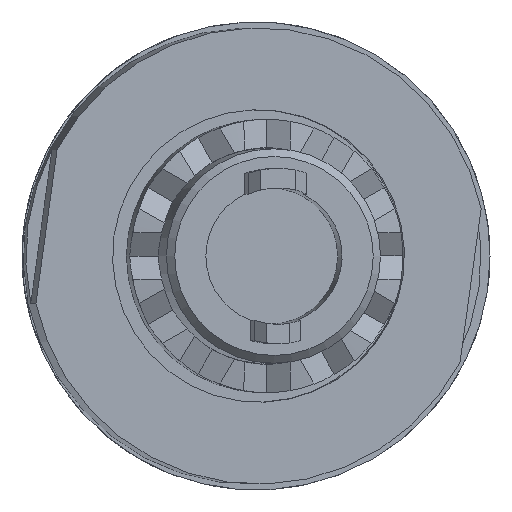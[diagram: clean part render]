
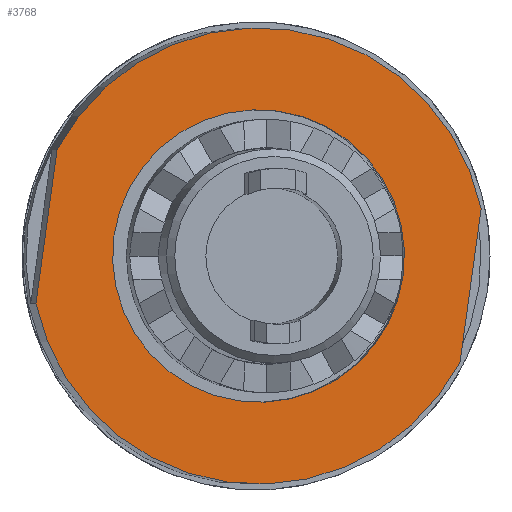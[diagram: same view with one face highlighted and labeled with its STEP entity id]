
A CAD part, left-side view. The second image highlights one B-rep face of the part: STEP entity #3768.
In plain terms, the highlighted planar face has unit normal (-0.998, -0.065, 0).
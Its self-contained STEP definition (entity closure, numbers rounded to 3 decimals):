
#44=FACE_BOUND('',#1293,.T.);
#503=LINE('',#8230,#678);
#504=LINE('',#8236,#679);
#678=VECTOR('',#5226,10.);
#679=VECTOR('',#5231,10.);
#865=PLANE('',#4216);
#1066=FACE_OUTER_BOUND('',#1292,.T.);
#1292=EDGE_LOOP('',(#3477,#3478,#3479,#3480,#3481));
#1293=EDGE_LOOP('',(#3482));
#1474=CIRCLE('',#4217,5.85);
#1475=CIRCLE('',#4218,5.85);
#1476=CIRCLE('',#4219,5.85);
#1477=CIRCLE('',#4220,3.75);
#1891=VERTEX_POINT('',#8228);
#1892=VERTEX_POINT('',#8229);
#1893=VERTEX_POINT('',#8231);
#1894=VERTEX_POINT('',#8233);
#1895=VERTEX_POINT('',#8235);
#1896=VERTEX_POINT('',#8238);
#2423=EDGE_CURVE('',#1891,#1892,#503,.T.);
#2424=EDGE_CURVE('',#1893,#1892,#1474,.T.);
#2425=EDGE_CURVE('',#1894,#1893,#1475,.T.);
#2426=EDGE_CURVE('',#1894,#1895,#504,.T.);
#2427=EDGE_CURVE('',#1891,#1895,#1476,.T.);
#2428=EDGE_CURVE('',#1896,#1896,#1477,.T.);
#3477=ORIENTED_EDGE('',*,*,#2423,.T.);
#3478=ORIENTED_EDGE('',*,*,#2424,.F.);
#3479=ORIENTED_EDGE('',*,*,#2425,.F.);
#3480=ORIENTED_EDGE('',*,*,#2426,.T.);
#3481=ORIENTED_EDGE('',*,*,#2427,.F.);
#3482=ORIENTED_EDGE('',*,*,#2428,.T.);
#3768=ADVANCED_FACE('',(#1066,#44),#865,.T.);
#4216=AXIS2_PLACEMENT_3D('',#8227,#5224,#5225);
#4217=AXIS2_PLACEMENT_3D('',#8232,#5227,#5228);
#4218=AXIS2_PLACEMENT_3D('',#8234,#5229,#5230);
#4219=AXIS2_PLACEMENT_3D('',#8237,#5232,#5233);
#4220=AXIS2_PLACEMENT_3D('',#8239,#5234,#5235);
#5224=DIRECTION('center_axis',(-0.998,-0.065,0.));
#5225=DIRECTION('ref_axis',(0.065,-0.989,-0.137));
#5226=DIRECTION('',(-0.009,0.136,-0.991));
#5227=DIRECTION('center_axis',(0.998,0.065,0.));
#5228=DIRECTION('ref_axis',(-0.065,0.989,0.137));
#5229=DIRECTION('center_axis',(0.998,0.065,0.));
#5230=DIRECTION('ref_axis',(-0.065,0.989,0.137));
#5231=DIRECTION('',(0.009,-0.136,0.991));
#5232=DIRECTION('center_axis',(0.998,0.065,0.));
#5233=DIRECTION('ref_axis',(-0.065,0.989,0.137));
#5234=DIRECTION('center_axis',(0.998,0.065,0.));
#5235=DIRECTION('ref_axis',(-0.065,0.989,0.137));
#8227=CARTESIAN_POINT('Origin',(-10.52,-0.863,5.795));
#8228=CARTESIAN_POINT('',(-10.91,5.1,2.726));
#8229=CARTESIAN_POINT('',(-10.946,5.643,-1.223));
#8230=CARTESIAN_POINT('',(-10.874,4.546,6.75));
#8231=CARTESIAN_POINT('',(-10.624,0.732,-5.795));
#8232=CARTESIAN_POINT('Origin',(-10.572,-0.065,0.));
#8233=CARTESIAN_POINT('',(-10.233,-5.23,-2.726));
#8234=CARTESIAN_POINT('Origin',(-10.572,-0.065,0.));
#8235=CARTESIAN_POINT('',(-10.198,-5.774,1.223));
#8236=CARTESIAN_POINT('',(-10.206,-5.639,0.246));
#8237=CARTESIAN_POINT('Origin',(-10.572,-0.065,0.));
#8238=CARTESIAN_POINT('',(-10.605,0.446,-3.715));
#8239=CARTESIAN_POINT('Origin',(-10.572,-0.065,0.));
